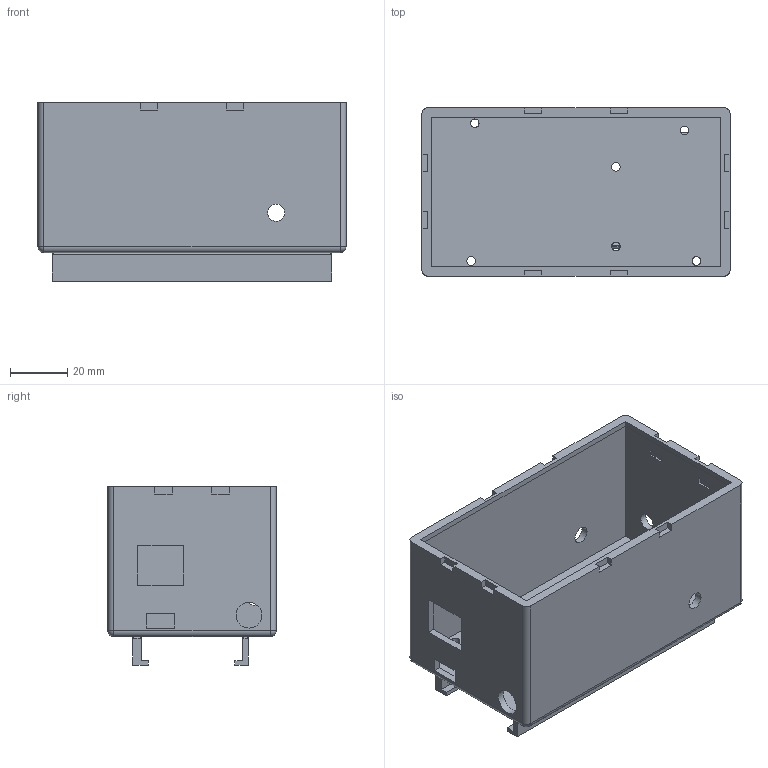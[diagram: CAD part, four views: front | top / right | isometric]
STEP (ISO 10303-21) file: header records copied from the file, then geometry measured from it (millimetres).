
FILE_DESCRIPTION(('Open CASCADE Model'),'2;1');
FILE_NAME('Open CASCADE Shape Model','2026-02-23T18:29:51',('Author'),( 'Open CASCADE'),'Open CASCADE STEP processor 7.8','Open CASCADE 7.8' ,'Unknown');
FILE_SCHEMA(('AUTOMOTIVE_DESIGN { 1 0 10303 214 1 1 1 1 }'));
Length unit declared in the file: millimetre
Products named in the file (1): Open CASCADE STEP translator 7.8 1
Bounding box: 108 x 59 x 62.5 mm (x, y, z)
Volume: 60415.3 mm3; surface area: 51246.6 mm2
Topology: 1 solids, 1 shells, 124 faces, 332 edges, 210 vertices
Faces by surface type: plane 91, cylinder 29, sphere 4
Full cylindrical faces by diameter (mm): 3 x6, 6 x6, 9 x1
Entity records: 8186 total; most frequent: CARTESIAN_POINT 1506, DIRECTION 1232, LINE 847, VECTOR 847, ORIENTED_EDGE 656, PCURVE 656, DEFINITIONAL_REPRESENTATION 656, EDGE_CURVE 328
